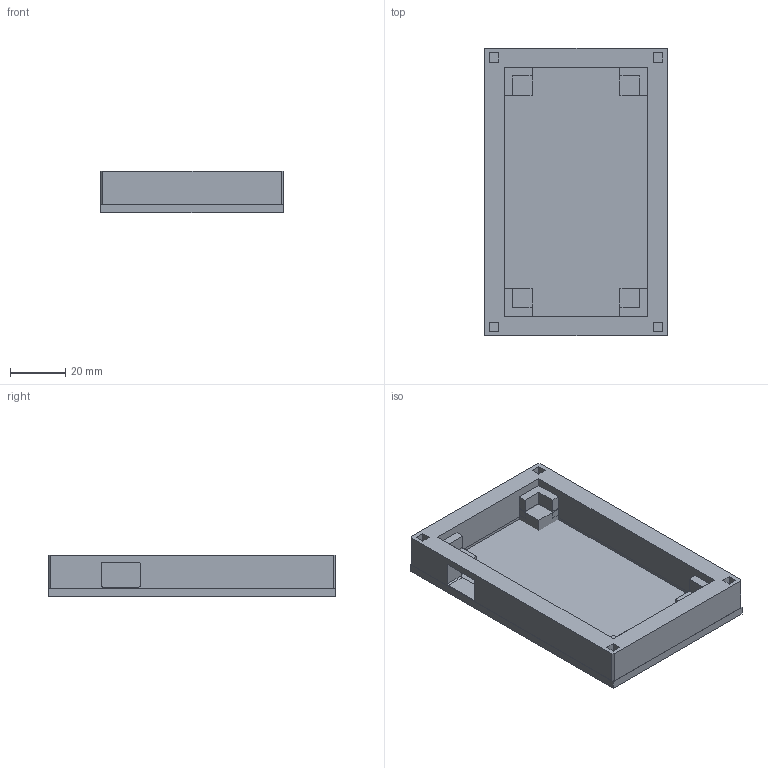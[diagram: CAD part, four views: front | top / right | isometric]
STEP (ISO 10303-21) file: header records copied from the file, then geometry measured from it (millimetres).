
FILE_DESCRIPTION(('STEP AP242 Edition 2','STEP AP242 Edition 2''CAx-IF Rec.Pracs.---Representation and Presentation of Product Manufacturing Information (PMI)---4.0---2014-10-13','STEP AP242 Edition 2''CAx-IF Rec.Pracs.---Representation and Presentation of Product Manufacturing Information (PMI)---4.0---2014-10-13''CAx-IF Rec.Pracs.---3D Tessellated Geometry---0.4---2014-09-14','STEP AP242 Edition 2''CAx-IF Rec.Pracs.---Representation and Presentation of Product Manufacturing Information (PMI)---4.0---2014-10-13''CAx-IF Rec.Pracs.---3D Tessellated Geometry---0.4---2014-09-14''2;1','STEP AP242 Edition 2''CAx-IF Rec.Pracs.---Representation and Presentation of Product Manufacturing Information (PMI)---4.0---2014-10-13''CAx-IF Rec.Pracs.---3D Tessellated Geometry---0.4---2014-09-14''2;1''CAx-IF Rec.Pracs.---User Defined Attributes---1.5---2016-08-15'),'2;1');
FILE_NAME('spMacropad parts.step','2026-02-22T05:19:22',(''),(''),'ST-DEVELOPER v20','ONSHAPE BY PTC INC, 1.211',' ');
FILE_SCHEMA(('AP242_MANAGED_MODEL_BASED_3D_ENGINEERING_MIM_LF { 1 0 10303 442 3 1 4 }'));
Length unit declared in the file: metre
Products named in the file (15): Part 19; Part 3; Part 7; Part 16; Part 20; Part 4; Part 8; Part 21; Part 5; Part 9; Part 17; Part 10; Part 18; Part 2; Part 6
Bounding box: 65.73 x 103.75 x 15 mm (x, y, z)
Volume: 45028.5 mm3; surface area: 32196.9 mm2
Topology: 15 solids, 15 shells, 146 faces, 336 edges, 224 vertices
Faces by surface type: plane 142, cylinder 4
Entity records: 5181 total; most frequent: CARTESIAN_POINT 721, ORIENTED_EDGE 672, DIRECTION 666, EDGE_CURVE 336, LINE 328, VECTOR 328, VERTEX_POINT 224, AXIS2_PLACEMENT_3D 169
